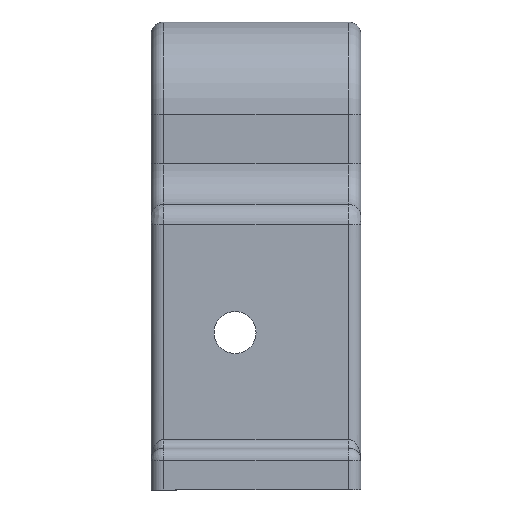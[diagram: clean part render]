
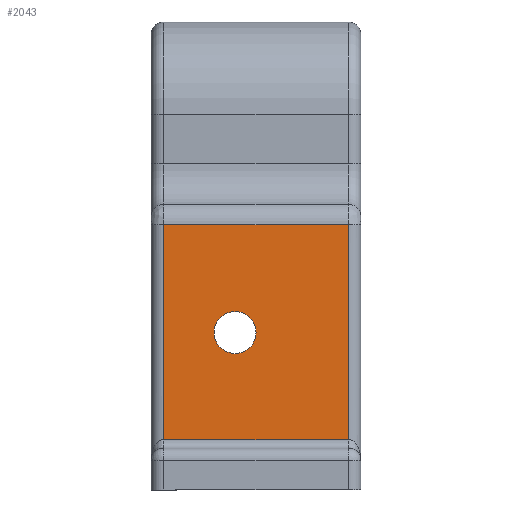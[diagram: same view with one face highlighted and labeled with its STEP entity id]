
A CAD part, front view. The second image highlights one B-rep face of the part: STEP entity #2043.
In plain terms, the highlighted planar face has unit normal (0, -1, 0).
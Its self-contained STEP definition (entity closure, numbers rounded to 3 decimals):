
#50=FACE_BOUND('',#637,.T.);
#76=PLANE('',#2312);
#185=LINE('',#3713,#314);
#186=LINE('',#3748,#315);
#187=LINE('',#3750,#316);
#188=LINE('',#3751,#317);
#314=VECTOR('',#2921,10.);
#315=VECTOR('',#2928,10.);
#316=VECTOR('',#2929,2.5);
#317=VECTOR('',#2930,10.);
#497=FACE_OUTER_BOUND('',#636,.T.);
#636=EDGE_LOOP('',(#1750,#1751,#1752,#1753));
#637=EDGE_LOOP('',(#1754));
#799=CIRCLE('',#2313,2.5);
#983=VERTEX_POINT('',#3703);
#985=VERTEX_POINT('',#3709);
#987=VERTEX_POINT('',#3747);
#988=VERTEX_POINT('',#3749);
#989=VERTEX_POINT('',#3752);
#1248=EDGE_CURVE('',#983,#985,#185,.T.);
#1251=EDGE_CURVE('',#987,#983,#186,.T.);
#1252=EDGE_CURVE('',#988,#987,#187,.T.);
#1253=EDGE_CURVE('',#985,#988,#188,.T.);
#1254=EDGE_CURVE('',#989,#989,#799,.T.);
#1750=ORIENTED_EDGE('',*,*,#1248,.F.);
#1751=ORIENTED_EDGE('',*,*,#1251,.F.);
#1752=ORIENTED_EDGE('',*,*,#1252,.F.);
#1753=ORIENTED_EDGE('',*,*,#1253,.F.);
#1754=ORIENTED_EDGE('',*,*,#1254,.T.);
#2043=ADVANCED_FACE('',(#497,#50),#76,.T.);
#2312=AXIS2_PLACEMENT_3D('',#3746,#2926,#2927);
#2313=AXIS2_PLACEMENT_3D('',#3753,#2931,#2932);
#2921=DIRECTION('',(-1.,0.,0.));
#2926=DIRECTION('center_axis',(0.,-1.,0.));
#2927=DIRECTION('ref_axis',(0.,0.,
1.));
#2928=DIRECTION('',(0.,0.,-1.));
#2929=DIRECTION('',(1.,0.,0.));
#2930=DIRECTION('',(0.,0.,1.));
#2931=DIRECTION('center_axis',(0.,1.,0.));
#2932=DIRECTION('ref_axis',(-1.,0.,0.));
#3703=CARTESIAN_POINT('',(378.5,-16.5,-2.75));
#3709=CARTESIAN_POINT('',(356.5,-16.5,-2.75));
#3713=CARTESIAN_POINT('',(375.,-16.5,-2.75));
#3746=CARTESIAN_POINT('Origin',(375.,-16.5,5.));
#3747=CARTESIAN_POINT('',(378.5,-16.5,22.872));
#3748=CARTESIAN_POINT('',(378.5,-16.5,7.838));
#3749=CARTESIAN_POINT('',(356.5,-16.5,22.872));
#3750=CARTESIAN_POINT('',(380.,-16.5,22.872));
#3751=CARTESIAN_POINT('',(356.5,-16.5,7.5));
#3752=CARTESIAN_POINT('',(367.5,-16.5,10.));
#3753=CARTESIAN_POINT('Origin',(365.,-16.5,10.));
